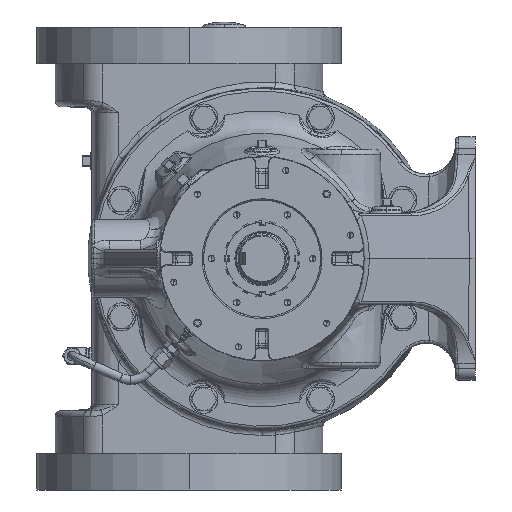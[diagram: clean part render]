
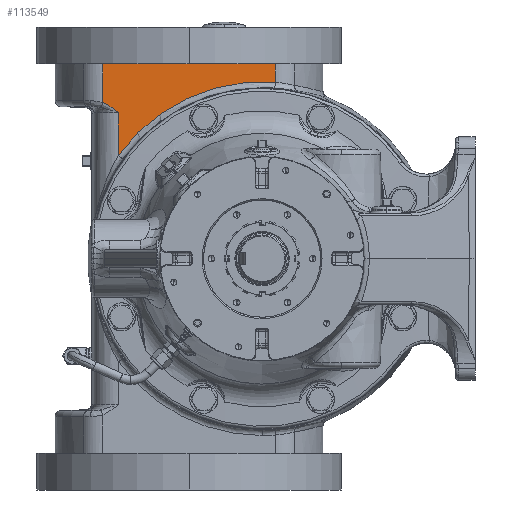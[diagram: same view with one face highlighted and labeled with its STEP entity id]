
A CAD part, left-side view. The second image highlights one B-rep face of the part: STEP entity #113549.
In plain terms, the highlighted planar face has unit normal (-1, 0, 0).
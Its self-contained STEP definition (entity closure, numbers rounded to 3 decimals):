
#3692 = CARTESIAN_POINT ( 'NONE',  ( 0.865, 5.909, 5.996 ) ) ;
#7779 = AXIS2_PLACEMENT_3D ( 'NONE', #196770, #201475, #197939 ) ;
#8673 = CARTESIAN_POINT ( 'NONE',  ( 0.865, 6.429, 8. ) ) ;
#9929 = ORIENTED_EDGE ( 'NONE', *, *, #176635, .T. ) ;
#13706 = AXIS2_PLACEMENT_3D ( 'NONE', #194622, #31862, #50843 ) ;
#14464 = B_SPLINE_CURVE_WITH_KNOTS ( 'NONE', 3,
 ( #166372, #60506, #167531, #58218, #204347, #26089, #184208, #79554, #40422, #96199, #171018, #202033, #114069, #3692, #203196 ),
 .UNSPECIFIED., .F., .F.,
 ( 4, 2, 2, 2, 2, 1, 2, 4 ),
 ( 0., 0.005, 0.01, 0.015, 0.017, 0.018, 0.019, 0.019 ),
 .UNSPECIFIED. ) ;
#19914 = VECTOR ( 'NONE', #168511, 39.37 ) ;
#24203 = VERTEX_POINT ( 'NONE', #154008 ) ;
#26089 = CARTESIAN_POINT ( 'NONE',  ( 0.865, 6.154, 6.191 ) ) ;
#29915 = ORIENTED_EDGE ( 'NONE', *, *, #194427, .F. ) ;
#30558 = EDGE_CURVE ( 'NONE', #174641, #151664, #41356, .T. ) ;
#31862 = DIRECTION ( 'NONE',  ( 1., 0., 0. ) ) ;
#32783 = VECTOR ( 'NONE', #50617, 39.37 ) ;
#39397 = ORIENTED_EDGE ( 'NONE', *, *, #71003, .F. ) ;
#40422 = CARTESIAN_POINT ( 'NONE',  ( 0.865, 6.002, 6.073 ) ) ;
#41091 = EDGE_CURVE ( 'NONE', #140764, #24203, #56751, .T. ) ;
#41356 = LINE ( 'NONE', #225509, #73361 ) ;
#44988 = CARTESIAN_POINT ( 'NONE',  ( 0.865, -0.543, 8. ) ) ;
#49613 = LINE ( 'NONE', #181122, #60308 ) ;
#50617 = DIRECTION ( 'NONE',  ( 0., -1., 0. ) ) ;
#50843 = DIRECTION ( 'NONE',  ( 0., 0., -1. ) ) ;
#56283 = ORIENTED_EDGE ( 'NONE', *, *, #30558, .T. ) ;
#56751 = LINE ( 'NONE', #219573, #112522 ) ;
#58218 = CARTESIAN_POINT ( 'NONE',  ( 0.865, 6.313, 6.299 ) ) ;
#59188 = CARTESIAN_POINT ( 'NONE',  ( 0.865, 5.902, 8. ) ) ;
#60280 = ORIENTED_EDGE ( 'NONE', *, *, #220455, .F. ) ;
#60308 = VECTOR ( 'NONE', #119760, 39.37 ) ;
#60506 = CARTESIAN_POINT ( 'NONE',  ( 0.865, 6.482, 6.39 ) ) ;
#62945 = CIRCLE ( 'NONE', #13706, 7.263 ) ;
#65730 = ORIENTED_EDGE ( 'NONE', *, *, #157341, .F. ) ;
#71003 = EDGE_CURVE ( 'NONE', #181090, #146385, #222017, .T. ) ;
#73361 = VECTOR ( 'NONE', #97161, 39.37 ) ;
#73442 = DIRECTION ( 'NONE',  ( 0., 0., -1. ) ) ;
#79554 = CARTESIAN_POINT ( 'NONE',  ( 0.865, 6.027, 6.093 ) ) ;
#83716 = CARTESIAN_POINT ( 'NONE',  ( 0.865, 5.902, 4.233 ) ) ;
#92170 = PLANE ( 'NONE',  #7779 ) ;
#94831 = CARTESIAN_POINT ( 'NONE',  ( 0.865, -0.543, 7.243 ) ) ;
#95243 = LINE ( 'NONE', #134387, #121508 ) ;
#96199 = CARTESIAN_POINT ( 'NONE',  ( 0.865, 5.965, 6.042 ) ) ;
#97161 = DIRECTION ( 'NONE',  ( 0., 0., -1. ) ) ;
#112522 = VECTOR ( 'NONE', #73442, 39.37 ) ;
#113549 = ADVANCED_FACE ( 'Defeatured_0_3001', ( #128994 ), #92170, .F. ) ;
#114069 = CARTESIAN_POINT ( 'NONE',  ( 0.865, 5.915, 6.001 ) ) ;
#119760 = DIRECTION ( 'NONE',  ( 0., -1., 0. ) ) ;
#121508 = VECTOR ( 'NONE', #189047, 39.37 ) ;
#123593 = ORIENTED_EDGE ( 'NONE', *, *, #180350, .T. ) ;
#128994 = FACE_OUTER_BOUND ( 'NONE', #231186, .T. ) ;
#134387 = CARTESIAN_POINT ( 'NONE',  ( 0.865, -0.543, 8.74 ) ) ;
#140764 = VERTEX_POINT ( 'NONE', #208828 ) ;
#146385 = VERTEX_POINT ( 'NONE', #149523 ) ;
#149523 = CARTESIAN_POINT ( 'NONE',  ( 0.865, -0.429, 8. ) ) ;
#151664 = VERTEX_POINT ( 'NONE', #83716 ) ;
#154008 = CARTESIAN_POINT ( 'NONE',  ( 0.865, 6.543, 6.413 ) ) ;
#157341 = EDGE_CURVE ( 'NONE', #167275, #234889, #95243, .T. ) ;
#161581 = CARTESIAN_POINT ( 'NONE',  ( 0.865, 5.902, 5.991 ) ) ;
#166372 = CARTESIAN_POINT ( 'NONE',  ( 0.865, 6.543, 6.413 ) ) ;
#167275 = VERTEX_POINT ( 'NONE', #44988 ) ;
#167531 = CARTESIAN_POINT ( 'NONE',  ( 0.865, 6.424, 6.361 ) ) ;
#168511 = DIRECTION ( 'NONE',  ( 0., -1., 0. ) ) ;
#171018 = CARTESIAN_POINT ( 'NONE',  ( 0.865, 5.946, 6.027 ) ) ;
#174641 = VERTEX_POINT ( 'NONE', #161581 ) ;
#176556 = LINE ( 'NONE', #215746, #32783 ) ;
#176635 = EDGE_CURVE ( 'NONE', #151664, #234889, #62945, .T. ) ;
#180350 = EDGE_CURVE ( 'NONE', #24203, #174641, #14464, .T. ) ;
#181090 = VERTEX_POINT ( 'NONE', #8673 ) ;
#181122 = CARTESIAN_POINT ( 'NONE',  ( 0.865, 5.902, 8. ) ) ;
#184208 = CARTESIAN_POINT ( 'NONE',  ( 0.865, 6.103, 6.153 ) ) ;
#189047 = DIRECTION ( 'NONE',  ( 0., 0., -1. ) ) ;
#194427 = EDGE_CURVE ( 'NONE', #140764, #181090, #176556, .T. ) ;
#194622 = CARTESIAN_POINT ( 'NONE',  ( 0.865, 0., 0. ) ) ;
#196770 = CARTESIAN_POINT ( 'NONE',  ( 0.865, 5.902, 8.362 ) ) ;
#197939 = DIRECTION ( 'NONE',  ( 0., 0., -1. ) ) ;
#201475 = DIRECTION ( 'NONE',  ( 1., 0., 0. ) ) ;
#202033 = CARTESIAN_POINT ( 'NONE',  ( 0.865, 5.927, 6.011 ) ) ;
#203196 = CARTESIAN_POINT ( 'NONE',  ( 0.865, 5.902, 5.991 ) ) ;
#204347 = CARTESIAN_POINT ( 'NONE',  ( 0.865, 6.259, 6.265 ) ) ;
#208828 = CARTESIAN_POINT ( 'NONE',  ( 0.865, 6.543, 8. ) ) ;
#213854 = ORIENTED_EDGE ( 'NONE', *, *, #41091, .T. ) ;
#215746 = CARTESIAN_POINT ( 'NONE',  ( 0.865, 5.902, 8. ) ) ;
#219573 = CARTESIAN_POINT ( 'NONE',  ( 0.865, 6.543, 8.74 ) ) ;
#220455 = EDGE_CURVE ( 'NONE', #146385, #167275, #49613, .T. ) ;
#222017 = LINE ( 'NONE', #59188, #19914 ) ;
#225509 = CARTESIAN_POINT ( 'NONE',  ( 0.865, 5.902, 8.362 ) ) ;
#231186 = EDGE_LOOP ( 'NONE', ( #29915, #213854, #123593, #56283, #9929, #65730, #60280, #39397 ) ) ;
#234889 = VERTEX_POINT ( 'NONE', #94831 ) ;
